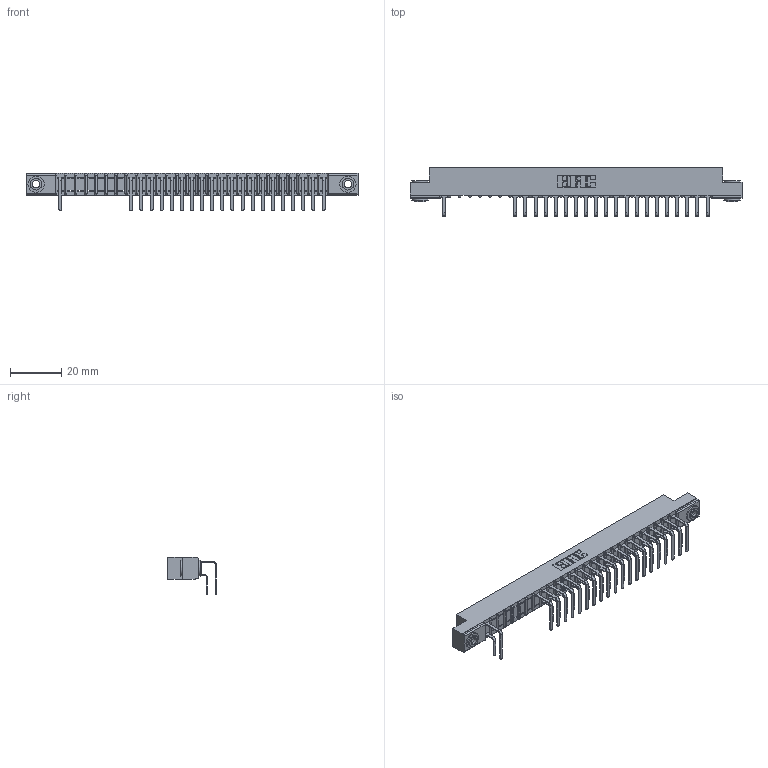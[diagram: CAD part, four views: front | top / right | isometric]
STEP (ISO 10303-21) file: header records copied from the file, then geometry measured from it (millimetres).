
FILE_DESCRIPTION (( 'STEP AP203' ), '1' );
FILE_NAME ('307-027-558-103.STEP', '2018-08-04T15:12:42', ( '' ), ( '' ), 'SwSTEP 2.0', 'SolidWorks 2016', '' );
FILE_SCHEMA (( 'CONFIG_CONTROL_DESIGN' ));
Length unit declared in the file: inch
Products named in the file (5): 345-250-002_345-250-002-102; 307-027-558-103; 307 Part_.156 Dia Mounting Holes; 307-290-001_558 559 - 1 (Single); 307-290-001_558 - 2 (Single)
Assembly tree (44 placements, depth 2):
  307-027-558-103
    307 Part_.156 Dia Mounting Holes
    307-290-001_558 559 - 1 (Single)  x20
    307-290-001_558 - 2 (Single)  x21
    345-250-002_345-250-002-102  x2
Bounding box: 130 x 18.96 x 14.81 mm (x, y, z)
Volume: 8519.1 mm3; surface area: 15593.9 mm2
Topology: 44 solids, 44 shells, 2378 faces, 6673 edges, 4314 vertices
Faces by surface type: plane 1525, cylinder 789, sphere 56, cone 8
Entity records: 27956 total; most frequent: CARTESIAN_POINT 4617, ORIENTED_EDGE 4578, DIRECTION 4529, EDGE_CURVE 2289, VECTOR 1741, LINE 1741, VERTEX_POINT 1482, AXIS2_PLACEMENT_3D 1394
